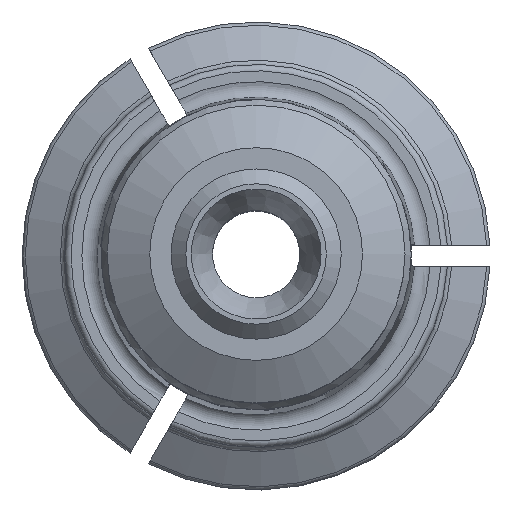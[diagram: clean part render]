
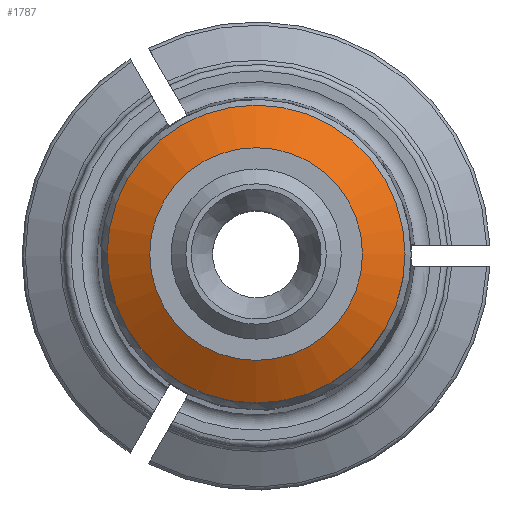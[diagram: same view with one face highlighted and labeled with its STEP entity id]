
A CAD part, top view. The second image highlights one B-rep face of the part: STEP entity #1787.
In plain terms, the highlighted conical face has half-angle 60 degrees and reference radius 7 mm.
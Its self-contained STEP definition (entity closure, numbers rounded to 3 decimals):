
#63=CONICAL_SURFACE('',#1951,7.,1.047);
#158=CIRCLE('',#1950,7.);
#159=CIRCLE('',#1952,5.);
#604=ORIENTED_EDGE('',*,*,#798,.F.);
#605=ORIENTED_EDGE('',*,*,#797,.T.);
#797=EDGE_CURVE('',#932,#932,#158,.T.);
#798=EDGE_CURVE('',#933,#933,#159,.T.);
#932=VERTEX_POINT('',#3009);
#933=VERTEX_POINT('',#3012);
#1110=EDGE_LOOP('',(#604));
#1111=EDGE_LOOP('',(#605));
#1220=FACE_BOUND('',#1110,.T.);
#1221=FACE_BOUND('',#1111,.T.);
#1787=ADVANCED_FACE('',(#1220,#1221),#63,.T.);
#1950=AXIS2_PLACEMENT_3D('',#3008,#2300,#2301);
#1951=AXIS2_PLACEMENT_3D('',#3010,#2302,#2303);
#1952=AXIS2_PLACEMENT_3D('',#3011,#2304,#2305);
#2300=DIRECTION('',(0.,0.,1.));
#2301=DIRECTION('',(1.,0.,0.));
#2302=DIRECTION('',(0.,0.,-1.));
#2303=DIRECTION('',(-1.,0.,0.));
#2304=DIRECTION('',(0.,0.,1.));
#2305=DIRECTION('',(1.,0.,0.));
#3008=CARTESIAN_POINT('',(0.,0.,53.345));
#3009=CARTESIAN_POINT('',(7.,0.,53.345));
#3010=CARTESIAN_POINT('',(0.,0.,53.345));
#3011=CARTESIAN_POINT('',(0.,0.,54.5));
#3012=CARTESIAN_POINT('',(5.,0.,54.5));
